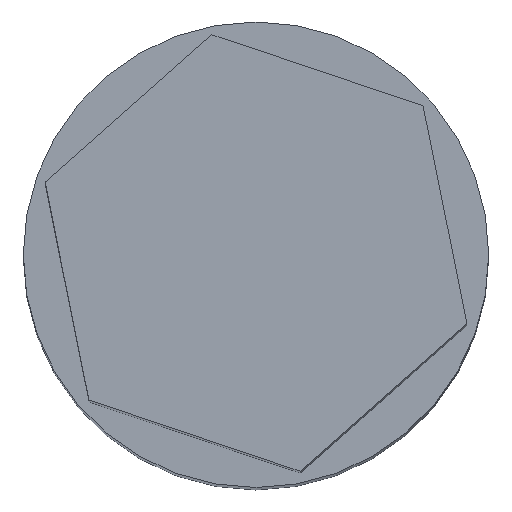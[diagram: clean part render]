
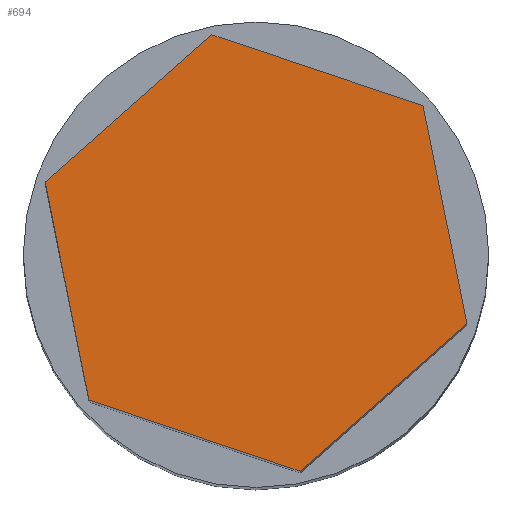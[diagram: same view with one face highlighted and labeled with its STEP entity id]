
A CAD part, top view. The second image highlights one B-rep face of the part: STEP entity #694.
In plain terms, the highlighted planar face has unit normal (0, 0, 1).
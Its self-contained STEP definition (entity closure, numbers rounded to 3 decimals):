
#187 = PLANE('',#188);
#188 = AXIS2_PLACEMENT_3D('',#189,#190,#191);
#189 = CARTESIAN_POINT('',(2.701,-0.909,31.15));
#190 = DIRECTION('',(-0.98,-0.198,0.));
#191 = DIRECTION('',(-0.198,0.98,0.));
#215 = PLANE('',#216);
#216 = AXIS2_PLACEMENT_3D('',#217,#218,#219);
#217 = CARTESIAN_POINT('',(0.564,-2.794,31.15));
#218 = DIRECTION('',(-0.661,0.75,0.));
#219 = DIRECTION('',(0.75,0.661,0.));
#243 = PLANE('',#244);
#244 = AXIS2_PLACEMENT_3D('',#245,#246,#247);
#245 = CARTESIAN_POINT('',(-2.138,-1.885,31.15));
#246 = DIRECTION('',(0.319,0.948,0.));
#247 = DIRECTION('',(0.948,-0.319,0.));
#271 = PLANE('',#272);
#272 = AXIS2_PLACEMENT_3D('',#273,#274,#275);
#273 = CARTESIAN_POINT('',(-2.701,0.909,31.15));
#274 = DIRECTION('',(0.98,0.198,0.));
#275 = DIRECTION('',(0.198,-0.98,0.));
#299 = PLANE('',#300);
#300 = AXIS2_PLACEMENT_3D('',#301,#302,#303);
#301 = CARTESIAN_POINT('',(-0.564,2.794,31.15));
#302 = DIRECTION('',(0.661,-0.75,0.));
#303 = DIRECTION('',(-0.75,-0.661,0.));
#325 = PLANE('',#326);
#326 = AXIS2_PLACEMENT_3D('',#327,#328,#329);
#327 = CARTESIAN_POINT('',(2.138,1.885,31.15));
#328 = DIRECTION('',(-0.319,-0.948,0.));
#329 = DIRECTION('',(-0.948,0.319,0.));
#396 = VERTEX_POINT('',#397);
#397 = CARTESIAN_POINT('',(2.701,-0.909,44.8));
#418 = EDGE_CURVE('',#396,#419,#421,.T.);
#419 = VERTEX_POINT('',#420);
#420 = CARTESIAN_POINT('',(2.138,1.885,44.8));
#421 = SURFACE_CURVE('',#422,(#426,#433),.PCURVE_S1.);
#422 = LINE('',#423,#424);
#423 = CARTESIAN_POINT('',(2.701,-0.909,44.8));
#424 = VECTOR('',#425,1.);
#425 = DIRECTION('',(-0.198,0.98,0.));
#426 = PCURVE('',#187,#427);
#427 = DEFINITIONAL_REPRESENTATION('',(#428),#432);
#428 = LINE('',#429,#430);
#429 = CARTESIAN_POINT('',(0.,-13.65));
#430 = VECTOR('',#431,1.);
#431 = DIRECTION('',(1.,0.));
#432 = ( GEOMETRIC_REPRESENTATION_CONTEXT(2) 
PARAMETRIC_REPRESENTATION_CONTEXT() REPRESENTATION_CONTEXT('2D SPACE',''
  ) );
#433 = PCURVE('',#434,#439);
#434 = PLANE('',#435);
#435 = AXIS2_PLACEMENT_3D('',#436,#437,#438);
#436 = CARTESIAN_POINT('',(0.,0.,44.8));
#437 = DIRECTION('',(0.,0.,1.));
#438 = DIRECTION('',(1.,0.,0.));
#439 = DEFINITIONAL_REPRESENTATION('',(#440),#444);
#440 = LINE('',#441,#442);
#441 = CARTESIAN_POINT('',(2.701,-0.909));
#442 = VECTOR('',#443,1.);
#443 = DIRECTION('',(-0.198,0.98));
#444 = ( GEOMETRIC_REPRESENTATION_CONTEXT(2) 
PARAMETRIC_REPRESENTATION_CONTEXT() REPRESENTATION_CONTEXT('2D SPACE',''
  ) );
#472 = EDGE_CURVE('',#419,#473,#475,.T.);
#473 = VERTEX_POINT('',#474);
#474 = CARTESIAN_POINT('',(-0.564,2.794,44.8));
#475 = SURFACE_CURVE('',#476,(#480,#487),.PCURVE_S1.);
#476 = LINE('',#477,#478);
#477 = CARTESIAN_POINT('',(2.138,1.885,44.8));
#478 = VECTOR('',#479,1.);
#479 = DIRECTION('',(-0.948,0.319,0.));
#480 = PCURVE('',#325,#481);
#481 = DEFINITIONAL_REPRESENTATION('',(#482),#486);
#482 = LINE('',#483,#484);
#483 = CARTESIAN_POINT('',(0.,-13.65));
#484 = VECTOR('',#485,1.);
#485 = DIRECTION('',(1.,0.));
#486 = ( GEOMETRIC_REPRESENTATION_CONTEXT(2) 
PARAMETRIC_REPRESENTATION_CONTEXT() REPRESENTATION_CONTEXT('2D SPACE',''
  ) );
#487 = PCURVE('',#434,#488);
#488 = DEFINITIONAL_REPRESENTATION('',(#489),#493);
#489 = LINE('',#490,#491);
#490 = CARTESIAN_POINT('',(2.138,1.885));
#491 = VECTOR('',#492,1.);
#492 = DIRECTION('',(-0.948,0.319));
#493 = ( GEOMETRIC_REPRESENTATION_CONTEXT(2) 
PARAMETRIC_REPRESENTATION_CONTEXT() REPRESENTATION_CONTEXT('2D SPACE',''
  ) );
#521 = EDGE_CURVE('',#473,#522,#524,.T.);
#522 = VERTEX_POINT('',#523);
#523 = CARTESIAN_POINT('',(-2.701,0.909,44.8));
#524 = SURFACE_CURVE('',#525,(#529,#536),.PCURVE_S1.);
#525 = LINE('',#526,#527);
#526 = CARTESIAN_POINT('',(-0.564,2.794,44.8));
#527 = VECTOR('',#528,1.);
#528 = DIRECTION('',(-0.75,-0.661,0.));
#529 = PCURVE('',#299,#530);
#530 = DEFINITIONAL_REPRESENTATION('',(#531),#535);
#531 = LINE('',#532,#533);
#532 = CARTESIAN_POINT('',(0.,-13.65));
#533 = VECTOR('',#534,1.);
#534 = DIRECTION('',(1.,-0.));
#535 = ( GEOMETRIC_REPRESENTATION_CONTEXT(2) 
PARAMETRIC_REPRESENTATION_CONTEXT() REPRESENTATION_CONTEXT('2D SPACE',''
  ) );
#536 = PCURVE('',#434,#537);
#537 = DEFINITIONAL_REPRESENTATION('',(#538),#542);
#538 = LINE('',#539,#540);
#539 = CARTESIAN_POINT('',(-0.564,2.794));
#540 = VECTOR('',#541,1.);
#541 = DIRECTION('',(-0.75,-0.661));
#542 = ( GEOMETRIC_REPRESENTATION_CONTEXT(2) 
PARAMETRIC_REPRESENTATION_CONTEXT() REPRESENTATION_CONTEXT('2D SPACE',''
  ) );
#570 = EDGE_CURVE('',#522,#571,#573,.T.);
#571 = VERTEX_POINT('',#572);
#572 = CARTESIAN_POINT('',(-2.138,-1.885,44.8));
#573 = SURFACE_CURVE('',#574,(#578,#585),.PCURVE_S1.);
#574 = LINE('',#575,#576);
#575 = CARTESIAN_POINT('',(-2.701,0.909,44.8));
#576 = VECTOR('',#577,1.);
#577 = DIRECTION('',(0.198,-0.98,0.));
#578 = PCURVE('',#271,#579);
#579 = DEFINITIONAL_REPRESENTATION('',(#580),#584);
#580 = LINE('',#581,#582);
#581 = CARTESIAN_POINT('',(0.,-13.65));
#582 = VECTOR('',#583,1.);
#583 = DIRECTION('',(1.,0.));
#584 = ( GEOMETRIC_REPRESENTATION_CONTEXT(2) 
PARAMETRIC_REPRESENTATION_CONTEXT() REPRESENTATION_CONTEXT('2D SPACE',''
  ) );
#585 = PCURVE('',#434,#586);
#586 = DEFINITIONAL_REPRESENTATION('',(#587),#591);
#587 = LINE('',#588,#589);
#588 = CARTESIAN_POINT('',(-2.701,0.909));
#589 = VECTOR('',#590,1.);
#590 = DIRECTION('',(0.198,-0.98));
#591 = ( GEOMETRIC_REPRESENTATION_CONTEXT(2) 
PARAMETRIC_REPRESENTATION_CONTEXT() REPRESENTATION_CONTEXT('2D SPACE',''
  ) );
#619 = EDGE_CURVE('',#571,#620,#622,.T.);
#620 = VERTEX_POINT('',#621);
#621 = CARTESIAN_POINT('',(0.564,-2.794,44.8));
#622 = SURFACE_CURVE('',#623,(#627,#634),.PCURVE_S1.);
#623 = LINE('',#624,#625);
#624 = CARTESIAN_POINT('',(-2.138,-1.885,44.8));
#625 = VECTOR('',#626,1.);
#626 = DIRECTION('',(0.948,-0.319,0.));
#627 = PCURVE('',#243,#628);
#628 = DEFINITIONAL_REPRESENTATION('',(#629),#633);
#629 = LINE('',#630,#631);
#630 = CARTESIAN_POINT('',(0.,-13.65));
#631 = VECTOR('',#632,1.);
#632 = DIRECTION('',(1.,0.));
#633 = ( GEOMETRIC_REPRESENTATION_CONTEXT(2) 
PARAMETRIC_REPRESENTATION_CONTEXT() REPRESENTATION_CONTEXT('2D SPACE',''
  ) );
#634 = PCURVE('',#434,#635);
#635 = DEFINITIONAL_REPRESENTATION('',(#636),#640);
#636 = LINE('',#637,#638);
#637 = CARTESIAN_POINT('',(-2.138,-1.885));
#638 = VECTOR('',#639,1.);
#639 = DIRECTION('',(0.948,-0.319));
#640 = ( GEOMETRIC_REPRESENTATION_CONTEXT(2) 
PARAMETRIC_REPRESENTATION_CONTEXT() REPRESENTATION_CONTEXT('2D SPACE',''
  ) );
#668 = EDGE_CURVE('',#620,#396,#669,.T.);
#669 = SURFACE_CURVE('',#670,(#674,#681),.PCURVE_S1.);
#670 = LINE('',#671,#672);
#671 = CARTESIAN_POINT('',(0.564,-2.794,44.8));
#672 = VECTOR('',#673,1.);
#673 = DIRECTION('',(0.75,0.661,0.));
#674 = PCURVE('',#215,#675);
#675 = DEFINITIONAL_REPRESENTATION('',(#676),#680);
#676 = LINE('',#677,#678);
#677 = CARTESIAN_POINT('',(0.,-13.65));
#678 = VECTOR('',#679,1.);
#679 = DIRECTION('',(1.,0.));
#680 = ( GEOMETRIC_REPRESENTATION_CONTEXT(2) 
PARAMETRIC_REPRESENTATION_CONTEXT() REPRESENTATION_CONTEXT('2D SPACE',''
  ) );
#681 = PCURVE('',#434,#682);
#682 = DEFINITIONAL_REPRESENTATION('',(#683),#687);
#683 = LINE('',#684,#685);
#684 = CARTESIAN_POINT('',(0.564,-2.794));
#685 = VECTOR('',#686,1.);
#686 = DIRECTION('',(0.75,0.661));
#687 = ( GEOMETRIC_REPRESENTATION_CONTEXT(2) 
PARAMETRIC_REPRESENTATION_CONTEXT() REPRESENTATION_CONTEXT('2D SPACE',''
  ) );
#694 = ADVANCED_FACE('',(#695),#434,.T.);
#695 = FACE_BOUND('',#696,.T.);
#696 = EDGE_LOOP('',(#697,#698,#699,#700,#701,#702));
#697 = ORIENTED_EDGE('',*,*,#418,.T.);
#698 = ORIENTED_EDGE('',*,*,#472,.T.);
#699 = ORIENTED_EDGE('',*,*,#521,.T.);
#700 = ORIENTED_EDGE('',*,*,#570,.T.);
#701 = ORIENTED_EDGE('',*,*,#619,.T.);
#702 = ORIENTED_EDGE('',*,*,#668,.T.);
